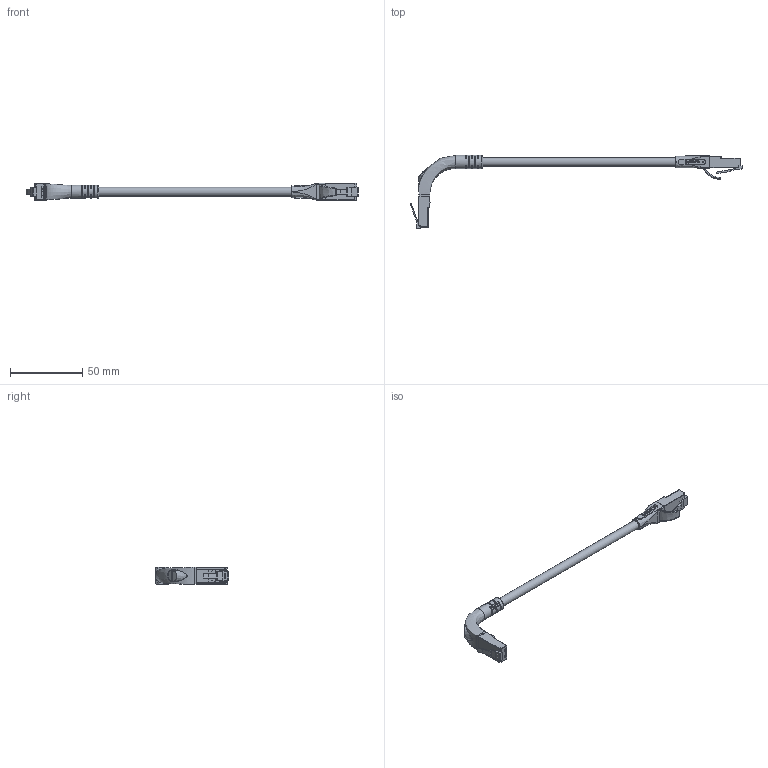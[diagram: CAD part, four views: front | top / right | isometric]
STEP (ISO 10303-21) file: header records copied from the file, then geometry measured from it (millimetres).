
FILE_DESCRIPTION (( 'STEP AP214' ), '1' );
FILE_NAME ('TRD815RA15.STEP', '2018-04-03T20:50:54', ( '' ), ( '' ), 'SwSTEP 2.0', 'SolidWorks 2017', '' );
FILE_SCHEMA (( 'AUTOMOTIVE_DESIGN' ));
Length unit declared in the file: inch
Products named in the file (19): TRDRA15 TWISTED PAIR_PAIR SIDE; TRDRA15 TWISTED PAIR_PAIR BOTTOM; TRDRA15 TWISTED PAIR_PAIR TOP; 1AD02-008_with crimped pins; 1AD02-008-MA3; 1AD02-008-MA2; 1AD02-008-MA1; 1AD02-008; MTN-841; MTN-153_New Logo; 3AB02-012; 3AB02-013-MA2; 3AB02-013-MA1_no aligning hole; RA-RJ45-MA2_6" long; TRD815RA15; 1AG01-189; 1AG01-190
Assembly tree (32 placements, depth 4):
  TRD815RA15
    RA-RJ45-MA2_6" long
    MTN-153_New Logo
      3AB02-012
        3AB02-013-MA1_no aligning hole
        3AB02-013-MA2  x8
      MTN-153_New Logo
    MTN-841
      MTN-841
      1AD02-008_with crimped pins
        1AD02-008
        1AD02-008-MA1
        1AD02-008-MA2  x6
        1AD02-008-MA3  x2
      TRDRA15 TWISTED PAIR_PAIR TOP
      TRDRA15 TWISTED PAIR_PAIR BOTTOM
      TRDRA15 TWISTED PAIR_PAIR SIDE  x2
      1AG01-190
      1AG01-189
Bounding box: 229.82 x 50.67 x 11.93 mm (x, y, z)
Volume: 9007.9 mm3; surface area: 16691.9 mm2
Topology: 32 solids, 32 shells, 1519 faces, 4170 edges, 2683 vertices
Faces by surface type: plane 1069, cylinder 260, bspline 152, sphere 16, torus 13, cone 9
Full cylindrical faces by diameter (mm): 1 x2, 1.016 x2, 1.15 x1, 1.2 x1, 5.486 x1, 5.588 x1, 5.6 x1, 6.096 x1, 9.144 x1
Entity records: 44509 total; most frequent: CARTESIAN_POINT 16062, ORIENTED_EDGE 5840, DIRECTION 4848, EDGE_CURVE 2920, VECTOR 2080, LINE 2080, VERTEX_POINT 1901, AXIS2_PLACEMENT_3D 1384
